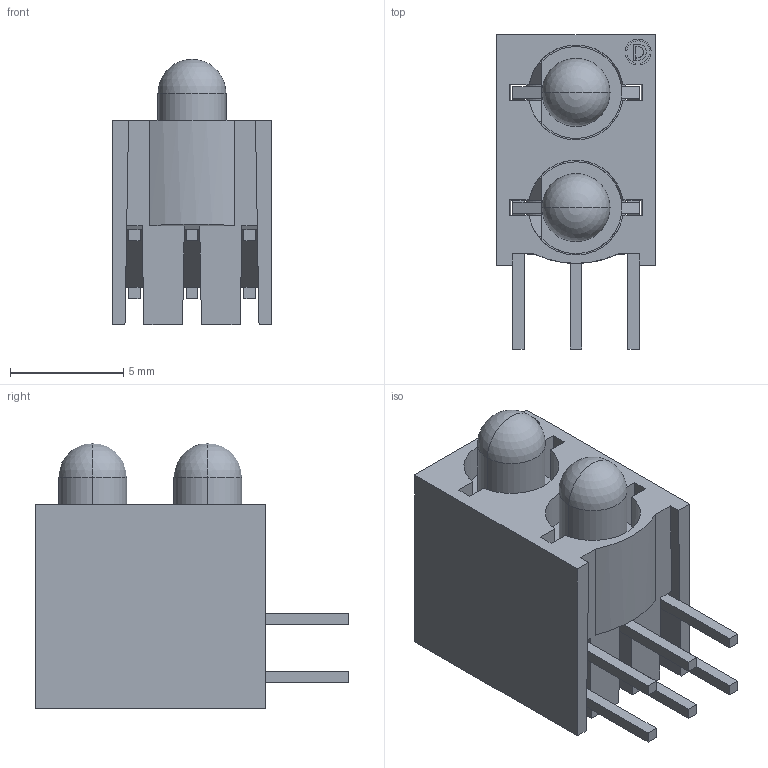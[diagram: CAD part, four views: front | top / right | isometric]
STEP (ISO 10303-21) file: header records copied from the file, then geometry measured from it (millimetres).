
FILE_DESCRIPTION((''),'2;1');
FILE_NAME('5533511600F_SW0001','2022-01-19T08:49:30',('ldichoso'),(''),'CREO PARAMETRIC BY PTC INC, 2021304','CREO PARAMETRIC BY PTC INC, 2021304','');
FILE_SCHEMA(('CONFIG_CONTROL_DESIGN'));
Length unit declared in the file: inch
Products named in the file (1): 5533511600F_SW0001
Bounding box: 7.01 x 13.85 x 11.7 mm (x, y, z)
Volume: 548 mm3; surface area: 1040.1 mm2
Topology: 1 solids, 1 shells, 204 faces, 636 edges, 410 vertices
Faces by surface type: plane 157, cylinder 39, sphere 8
Entity records: 7099 total; most frequent: CARTESIAN_POINT 1306, ORIENTED_EDGE 1264, DIRECTION 1156, EDGE_CURVE 632, VECTOR 482, LINE 482, VERTEX_POINT 410, AXIS2_PLACEMENT_3D 337
